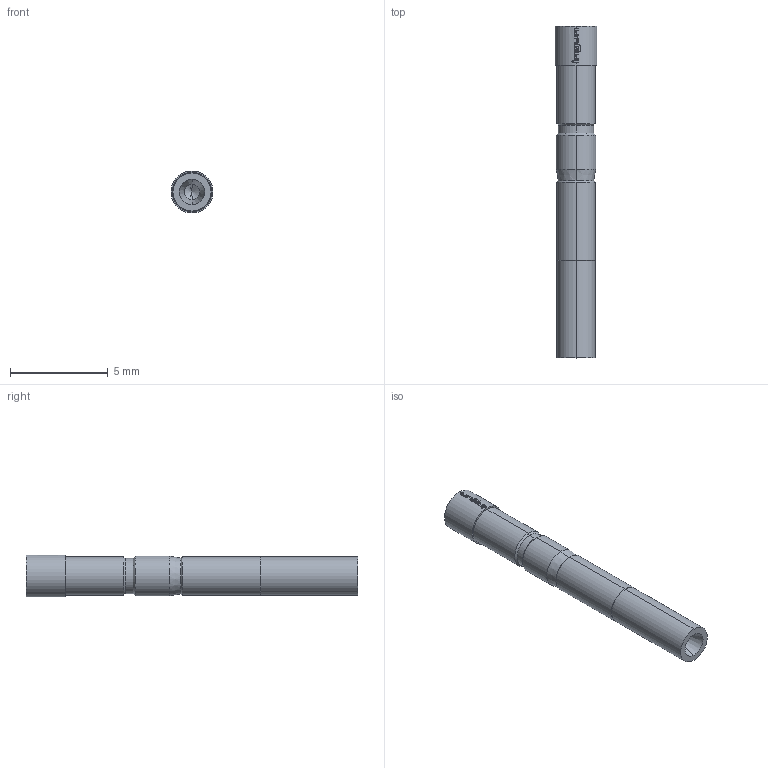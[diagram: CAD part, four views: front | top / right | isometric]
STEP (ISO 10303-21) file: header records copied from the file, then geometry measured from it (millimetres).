
FILE_DESCRIPTION (( 'STEP AP203' ), '1' );
FILE_NAME ('INGUN_KT-254_L3_E02.STEP', '2022-04-26T08:52:50', ( 'ochi' ), ( '' ), 'SwSTEP 2.0', 'SolidWorks 2018', '' );
FILE_SCHEMA (( 'CONFIG_CONTROL_DESIGN' ));
Length unit declared in the file: millimetre
Products named in the file (1): INGUN_KT-254_L3_E02
Bounding box: 2.15 x 17 x 2.15 mm (x, y, z)
Volume: 47.7 mm3; surface area: 133.4 mm2
Topology: 1 solids, 1 shells, 118 faces, 316 edges, 200 vertices
Faces by surface type: plane 43, cylinder 35, bspline 22, cone 18
Entity records: 3897 total; most frequent: CARTESIAN_POINT 1031, ORIENTED_EDGE 624, DIRECTION 534, EDGE_CURVE 312, AXIS2_PLACEMENT_3D 211, VERTEX_POINT 200, EDGE_LOOP 122, ADVANCED_FACE 118
